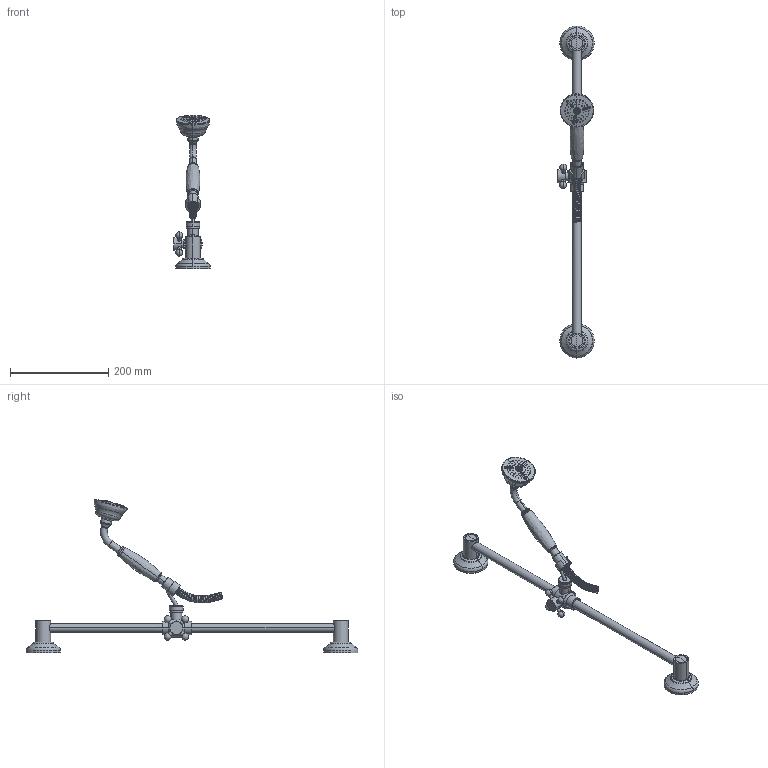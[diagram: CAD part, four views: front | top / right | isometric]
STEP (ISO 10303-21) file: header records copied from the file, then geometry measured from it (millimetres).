
FILE_DESCRIPTION((''),'2;1');
FILE_NAME('ZSAL070CR','2021-05-05T09:07:38',('ut3'),('PAFFONI SpA'),'CREO PARAMETRIC BY PTC INC, 2020044','CREO PARAMETRIC BY PTC INC, 2020044','');
FILE_SCHEMA(('CONFIG_CONTROL_DESIGN','SHAPE_APPEARANCE_LAYERS_GROUPS'));
Products named in the file (1): ZSAL070CR
Bounding box: 74 x 675 x 311.45 mm (x, y, z)
Volume: 217666.4 mm3; surface area: 181782.9 mm2
Topology: 2 solids, 2 shells, 613 faces, 1465 edges, 881 vertices
Faces by surface type: cylinder 245, bspline 107, plane 103, torus 94, cone 40, sphere 24
Entity records: 47875 total; most frequent: CARTESIAN_POINT 29979, ORIENTED_EDGE 2900, DIRECTION 2648, EDGE_CURVE 1450, AXIS2_PLACEMENT_3D 1109, VERTEX_POINT 880, EDGE_LOOP 760, FACE_OUTER_BOUND 611
